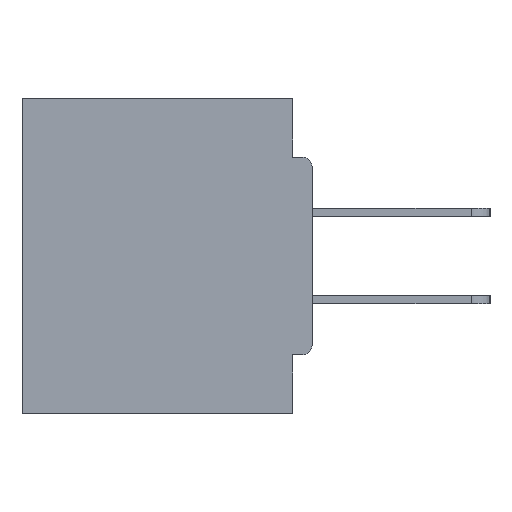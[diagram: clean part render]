
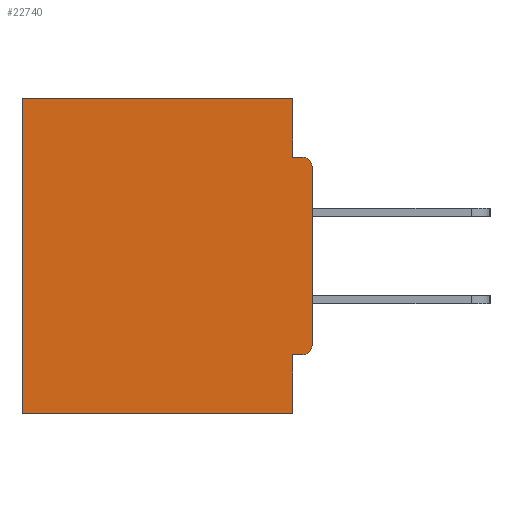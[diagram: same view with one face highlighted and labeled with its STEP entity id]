
A CAD part, left-side view. The second image highlights one B-rep face of the part: STEP entity #22740.
In plain terms, the highlighted planar face has unit normal (-1, 0, 0).
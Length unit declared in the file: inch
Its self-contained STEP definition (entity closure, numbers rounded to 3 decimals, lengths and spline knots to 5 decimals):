
#461 = AXIS2_PLACEMENT_3D ( 'NONE', #1231, #9368, #6722 ) ;
#1231 = CARTESIAN_POINT ( 'NONE',  ( 0.298, 0., 0. ) ) ;
#1249 = CARTESIAN_POINT ( 'NONE',  ( 0.298, 0.031, -0.5 ) ) ;
#1670 = ORIENTED_EDGE ( 'NONE', *, *, #28518, .F. ) ;
#1707 = CARTESIAN_POINT ( 'NONE',  ( 0.298, 0.015, -0.0935 ) ) ;
#3094 = ORIENTED_EDGE ( 'NONE', *, *, #7400, .T. ) ;
#4331 = EDGE_CURVE ( 'NONE', #20585, #4909, #20006, .T. ) ;
#4909 = VERTEX_POINT ( 'NONE', #31121 ) ;
#5808 = VECTOR ( 'NONE', #19918, 39.37008 ) ;
#6152 = EDGE_CURVE ( 'NONE', #32118, #22701, #19482, .T. ) ;
#6722 = DIRECTION ( 'NONE',  ( 0., 0., -1. ) ) ;
#6725 = DIRECTION ( 'NONE',  ( 0., 0., -1. ) ) ;
#7042 = DIRECTION ( 'NONE',  ( 0., 0., -1. ) ) ;
#7187 = VECTOR ( 'NONE', #6725, 39.37008 ) ;
#7400 = EDGE_CURVE ( 'NONE', #11761, #8058, #11889, .T. ) ;
#7658 = ORIENTED_EDGE ( 'NONE', *, *, #10090, .T. ) ;
#8058 = VERTEX_POINT ( 'NONE', #15649 ) ;
#8576 = CARTESIAN_POINT ( 'NONE',  ( 0.298, 0., -0.0935 ) ) ;
#9170 = EDGE_CURVE ( 'NONE', #30694, #32118, #19247, .T. ) ;
#9226 = CARTESIAN_POINT ( 'NONE',  ( 0.298, 0., -0.4065 ) ) ;
#9368 = DIRECTION ( 'NONE',  ( 1., 0., 0. ) ) ;
#10041 = VECTOR ( 'NONE', #7042, 39.37008 ) ;
#10090 = EDGE_CURVE ( 'NONE', #19642, #17932, #25181, .T. ) ;
#10491 = CARTESIAN_POINT ( 'NONE',  ( 0.298, 0.031, -0.0935 ) ) ;
#11761 = VERTEX_POINT ( 'NONE', #23338 ) ;
#11850 = CARTESIAN_POINT ( 'NONE',  ( 0.298, 0.031, -0.5 ) ) ;
#11889 = LINE ( 'NONE', #14142, #30712 ) ;
#11990 = CARTESIAN_POINT ( 'NONE',  ( 0.298, 0., -0.1085 ) ) ;
#12020 = EDGE_LOOP ( 'NONE', ( #25660, #16750, #29957, #31810, #3094, #14796, #33241, #1670, #7658, #16888 ) ) ;
#13232 = VECTOR ( 'NONE', #32928, 39.37008 ) ;
#13660 = DIRECTION ( 'NONE',  ( -1., 0., 0. ) ) ;
#14082 = VECTOR ( 'NONE', #30540, 39.37008 ) ;
#14142 = CARTESIAN_POINT ( 'NONE',  ( 0.298, 0.46, 0. ) ) ;
#14796 = ORIENTED_EDGE ( 'NONE', *, *, #18549, .F. ) ;
#15188 = CARTESIAN_POINT ( 'NONE',  ( 0.298, 0., 0. ) ) ;
#15248 = CARTESIAN_POINT ( 'NONE',  ( 0.298, 0.031, 0. ) ) ;
#15649 = CARTESIAN_POINT ( 'NONE',  ( 0.298, 0.46, -0.5 ) ) ;
#16098 = DIRECTION ( 'NONE',  ( 0., 0., -1. ) ) ;
#16668 = LINE ( 'NONE', #22563, #18359 ) ;
#16750 = ORIENTED_EDGE ( 'NONE', *, *, #6152, .F. ) ;
#16888 = ORIENTED_EDGE ( 'NONE', *, *, #18729, .F. ) ;
#17811 = EDGE_CURVE ( 'NONE', #30545, #22701, #19689, .T. ) ;
#17932 = VERTEX_POINT ( 'NONE', #27198 ) ;
#18359 = VECTOR ( 'NONE', #25278, 39.37008 ) ;
#18549 = EDGE_CURVE ( 'NONE', #4909, #8058, #16668, .T. ) ;
#18676 = LINE ( 'NONE', #9226, #14082 ) ;
#18729 = EDGE_CURVE ( 'NONE', #30545, #17932, #22956, .T. ) ;
#18916 = AXIS2_PLACEMENT_3D ( 'NONE', #29536, #21222, #32229 ) ;
#19247 = LINE ( 'NONE', #11850, #7187 ) ;
#19482 = LINE ( 'NONE', #8576, #13232 ) ;
#19642 = VERTEX_POINT ( 'NONE', #30096 ) ;
#19689 = CIRCLE ( 'NONE', #18916, 0.015 ) ;
#19918 = DIRECTION ( 'NONE',  ( 0., 0., -1. ) ) ;
#20006 = LINE ( 'NONE', #1249, #5808 ) ;
#20302 = FACE_OUTER_BOUND ( 'NONE', #12020, .T. ) ;
#20585 = VERTEX_POINT ( 'NONE', #31570 ) ;
#21222 = DIRECTION ( 'NONE',  ( -1., 0., 0. ) ) ;
#22563 = CARTESIAN_POINT ( 'NONE',  ( 0.298, 0., -0.5 ) ) ;
#22701 = VERTEX_POINT ( 'NONE', #1707 ) ;
#22740 = ADVANCED_FACE ( 'NONE', ( #20302 ), #25803, .F. ) ;
#22956 = LINE ( 'NONE', #15188, #10041 ) ;
#23279 = DIRECTION ( 'NONE',  ( 0., 1., 0. ) ) ;
#23338 = CARTESIAN_POINT ( 'NONE',  ( 0.298, 0.46, 0. ) ) ;
#25036 = DIRECTION ( 'NONE',  ( 0., 0., -1. ) ) ;
#25181 = CIRCLE ( 'NONE', #34156, 0.015 ) ;
#25278 = DIRECTION ( 'NONE',  ( 0., 1., 0. ) ) ;
#25478 = EDGE_CURVE ( 'NONE', #30694, #11761, #31075, .T. ) ;
#25660 = ORIENTED_EDGE ( 'NONE', *, *, #17811, .T. ) ;
#25803 = PLANE ( 'NONE',  #461 ) ;
#27198 = CARTESIAN_POINT ( 'NONE',  ( 0.298, 0., -0.3915 ) ) ;
#28518 = EDGE_CURVE ( 'NONE', #19642, #20585, #18676, .T. ) ;
#29474 = CARTESIAN_POINT ( 'NONE',  ( 0.298, 0.015, -0.3915 ) ) ;
#29536 = CARTESIAN_POINT ( 'NONE',  ( 0.298, 0.015, -0.1085 ) ) ;
#29957 = ORIENTED_EDGE ( 'NONE', *, *, #9170, .F. ) ;
#30096 = CARTESIAN_POINT ( 'NONE',  ( 0.298, 0.015, -0.4065 ) ) ;
#30540 = DIRECTION ( 'NONE',  ( 0., 1., 0. ) ) ;
#30545 = VERTEX_POINT ( 'NONE', #11990 ) ;
#30694 = VERTEX_POINT ( 'NONE', #15248 ) ;
#30712 = VECTOR ( 'NONE', #25036, 39.37008 ) ;
#31075 = LINE ( 'NONE', #33706, #31913 ) ;
#31121 = CARTESIAN_POINT ( 'NONE',  ( 0.298, 0.031, -0.5 ) ) ;
#31570 = CARTESIAN_POINT ( 'NONE',  ( 0.298, 0.031, -0.4065 ) ) ;
#31810 = ORIENTED_EDGE ( 'NONE', *, *, #25478, .T. ) ;
#31913 = VECTOR ( 'NONE', #23279, 39.37008 ) ;
#32118 = VERTEX_POINT ( 'NONE', #10491 ) ;
#32229 = DIRECTION ( 'NONE',  ( 0., 0., -1. ) ) ;
#32928 = DIRECTION ( 'NONE',  ( 0., -1., 0. ) ) ;
#33241 = ORIENTED_EDGE ( 'NONE', *, *, #4331, .F. ) ;
#33706 = CARTESIAN_POINT ( 'NONE',  ( 0.298, 0., 0. ) ) ;
#34156 = AXIS2_PLACEMENT_3D ( 'NONE', #29474, #13660, #16098 ) ;
